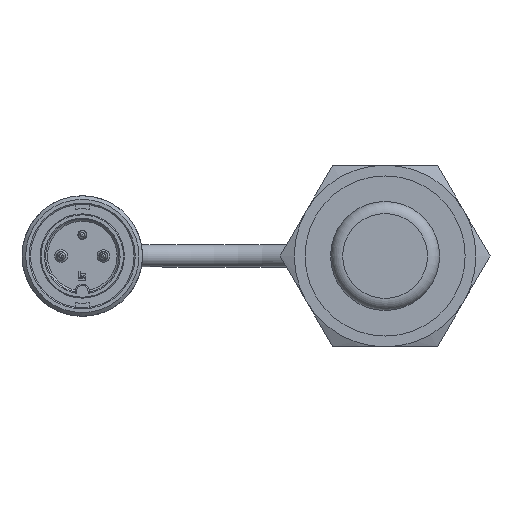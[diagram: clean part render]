
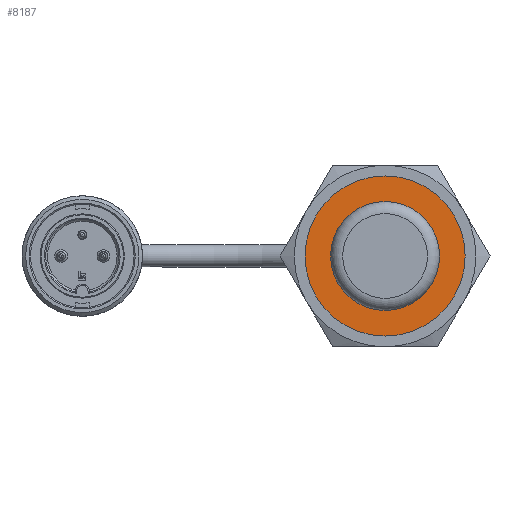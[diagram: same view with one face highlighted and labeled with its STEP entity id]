
A CAD part, left-side view. The second image highlights one B-rep face of the part: STEP entity #8187.
In plain terms, the highlighted planar face has unit normal (-1, 0, 0).
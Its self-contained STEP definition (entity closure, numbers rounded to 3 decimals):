
#1806=PLANE('',#9030);
#1885=FACE_BOUND('',#2839,.T.);
#2324=FACE_OUTER_BOUND('',#2838,.T.);
#2838=EDGE_LOOP('',(#7234));
#2839=EDGE_LOOP('',(#7235));
#3215=CIRCLE('',#8995,9.);
#3229=CIRCLE('',#9028,13.221);
#3945=VERTEX_POINT('',#17783);
#3971=VERTEX_POINT('',#17919);
#5024=EDGE_CURVE('',#3945,#3945,#3215,.T.);
#5067=EDGE_CURVE('',#3971,#3971,#3229,.T.);
#7234=ORIENTED_EDGE('',*,*,#5067,.T.);
#7235=ORIENTED_EDGE('',*,*,#5024,.T.);
#8187=ADVANCED_FACE('',(#2324,#1885),#1806,.T.);
#8995=AXIS2_PLACEMENT_3D('',#17784,#11255,#11256);
#9028=AXIS2_PLACEMENT_3D('',#17920,#11326,#11327);
#9030=AXIS2_PLACEMENT_3D('',#17923,#11330,#11331);
#11255=DIRECTION('center_axis',(1.,0.,0.));
#11256=DIRECTION('ref_axis',(0.,-1.,0.));
#11326=DIRECTION('center_axis',(-1.,0.,0.));
#11327=DIRECTION('ref_axis',(0.,1.,0.));
#11330=DIRECTION('center_axis',(-1.,0.,0.));
#11331=DIRECTION('ref_axis',(0.,1.,0.));
#17783=CARTESIAN_POINT('',(181.415,-248.204,-465.826));
#17784=CARTESIAN_POINT('Origin',(181.415,-257.204,-465.826));
#17919=CARTESIAN_POINT('',(181.415,-270.425,-465.826));
#17920=CARTESIAN_POINT('Origin',(181.415,-257.204,-465.826));
#17923=CARTESIAN_POINT('Origin',(181.415,-257.204,-465.826));
